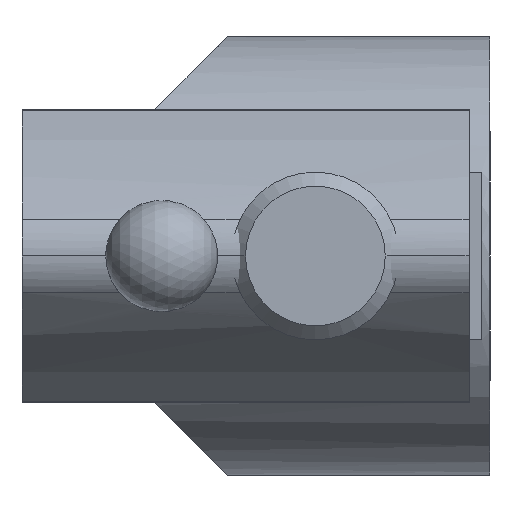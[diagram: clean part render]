
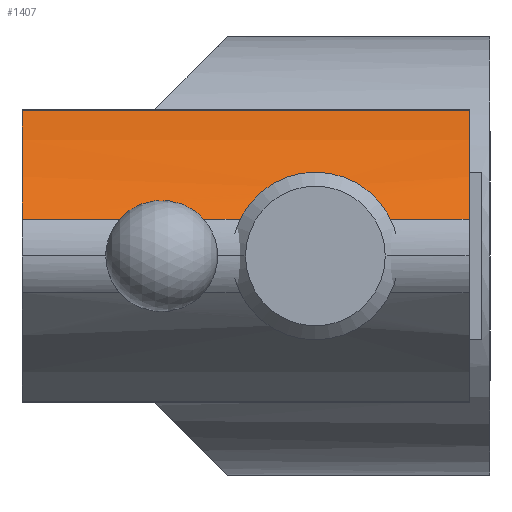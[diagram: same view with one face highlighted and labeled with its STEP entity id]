
A CAD part, left-side view. The second image highlights one B-rep face of the part: STEP entity #1407.
In plain terms, the highlighted cylindrical face has radius 16 mm (diameter 32 mm), a partial arc.
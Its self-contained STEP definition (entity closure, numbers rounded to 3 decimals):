
#179=LINE('',#2353,#292);
#180=LINE('',#2363,#293);
#181=LINE('',#2367,#294);
#182=LINE('',#2371,#295);
#292=VECTOR('',#1899,1000.);
#293=VECTOR('',#1900,1000.);
#294=VECTOR('',#1903,1000.);
#295=VECTOR('',#1906,1000.);
#340=B_SPLINE_CURVE_WITH_KNOTS('',3,(#2336,#2337,#2338,#2339),
 .UNSPECIFIED.,.F.,.F.,(4,4),(0.,0.),.UNSPECIFIED.);
#341=B_SPLINE_CURVE_WITH_KNOTS('',3,(#2342,#2343,#2344,#2345,#2346),
 .UNSPECIFIED.,.F.,.F.,(4,1,4),(0.,0.002,
0.003),.UNSPECIFIED.);
#342=B_SPLINE_CURVE_WITH_KNOTS('',3,(#2348,#2349,#2350,#2351),
 .UNSPECIFIED.,.F.,.F.,(4,4),(0.,0.),
 .UNSPECIFIED.);
#343=B_SPLINE_CURVE_WITH_KNOTS('',3,(#2355,#2356,#2357,#2358,#2359,#2360,
#2361),.UNSPECIFIED.,.F.,.F.,(4,1,1,1,4),(0.,0.001,
0.003,0.004,0.005),
 .UNSPECIFIED.);
#618=ORIENTED_EDGE('',*,*,#883,.F.);
#619=ORIENTED_EDGE('',*,*,#884,.T.);
#620=ORIENTED_EDGE('',*,*,#885,.F.);
#621=ORIENTED_EDGE('',*,*,#886,.F.);
#622=ORIENTED_EDGE('',*,*,#887,.F.);
#623=ORIENTED_EDGE('',*,*,#888,.F.);
#624=ORIENTED_EDGE('',*,*,#889,.F.);
#625=ORIENTED_EDGE('',*,*,#890,.T.);
#626=ORIENTED_EDGE('',*,*,#891,.T.);
#627=ORIENTED_EDGE('',*,*,#892,.F.);
#883=EDGE_CURVE('',#1040,#1041,#340,.T.);
#884=EDGE_CURVE('',#1040,#1042,#341,.T.);
#885=EDGE_CURVE('',#1043,#1042,#342,.T.);
#886=EDGE_CURVE('',#1044,#1043,#179,.T.);
#887=EDGE_CURVE('',#1045,#1044,#343,.T.);
#888=EDGE_CURVE('',#1046,#1045,#180,.T.);
#889=EDGE_CURVE('',#1047,#1046,#1116,.T.);
#890=EDGE_CURVE('',#1047,#1048,#181,.T.);
#891=EDGE_CURVE('',#1048,#1049,#1117,.T.);
#892=EDGE_CURVE('',#1041,#1049,#182,.T.);
#1040=VERTEX_POINT('',#2340);
#1041=VERTEX_POINT('',#2341);
#1042=VERTEX_POINT('',#2347);
#1043=VERTEX_POINT('',#2352);
#1044=VERTEX_POINT('',#2354);
#1045=VERTEX_POINT('',#2362);
#1046=VERTEX_POINT('',#2364);
#1047=VERTEX_POINT('',#2366);
#1048=VERTEX_POINT('',#2368);
#1049=VERTEX_POINT('',#2370);
#1116=CIRCLE('',#1567,16.);
#1117=CIRCLE('',#1568,16.);
#1208=EDGE_LOOP('',(#618,#619,#620,#621,#622,#623,#624,#625,#626,#627));
#1304=FACE_BOUND('',#1208,.T.);
#1336=CYLINDRICAL_SURFACE('',#1566,16.);
#1407=ADVANCED_FACE('',(#1304),#1336,.T.);
#1566=AXIS2_PLACEMENT_3D('',#2335,#1897,#1898);
#1567=AXIS2_PLACEMENT_3D('',#2365,#1901,#1902);
#1568=AXIS2_PLACEMENT_3D('',#2369,#1904,#1905);
#1897=DIRECTION('',(0.,-1.,0.));
#1898=DIRECTION('',(0.,0.,-1.));
#1899=DIRECTION('',(0.,-1.,0.));
#1900=DIRECTION('',(0.,-1.,0.));
#1901=DIRECTION('',(0.,1.,0.));
#1902=DIRECTION('',(1.,0.,0.));
#1903=DIRECTION('',(0.,-1.,0.));
#1904=DIRECTION('',(0.,1.,0.));
#1905=DIRECTION('',(1.,0.,0.));
#1906=DIRECTION('',(0.,-1.,0.));
#2335=CARTESIAN_POINT('',(-6.25,5.5,-9.2));
#2336=CARTESIAN_POINT('',(5.6,-6.763,1.551));
#2337=CARTESIAN_POINT('',(5.666,-6.852,1.478));
#2338=CARTESIAN_POINT('',(5.735,-6.932,1.401));
#2339=CARTESIAN_POINT('',(5.807,-7.004,1.318));
#2340=CARTESIAN_POINT('',(5.6,-6.763,1.551));
#2341=CARTESIAN_POINT('',(5.807,-7.004,1.318));
#2342=CARTESIAN_POINT('',(5.6,-6.763,1.551));
#2343=CARTESIAN_POINT('',(5.365,-6.445,1.81));
#2344=CARTESIAN_POINT('',(5.062,-5.5,2.115));
#2345=CARTESIAN_POINT('',(5.365,-4.555,1.81));
#2346=CARTESIAN_POINT('',(5.6,-4.237,1.551));
#2347=CARTESIAN_POINT('',(5.6,-4.237,1.551));
#2348=CARTESIAN_POINT('',(5.807,-3.996,1.318));
#2349=CARTESIAN_POINT('',(5.735,-4.068,1.401));
#2350=CARTESIAN_POINT('',(5.666,-4.148,1.478));
#2351=CARTESIAN_POINT('',(5.6,-4.237,1.551));
#2352=CARTESIAN_POINT('',(5.807,-3.996,1.318));
#2353=CARTESIAN_POINT('',(5.807,5.5,1.318));
#2354=CARTESIAN_POINT('',(5.807,-2.075,1.318));
#2355=CARTESIAN_POINT('',(5.807,2.075,1.318));
#2356=CARTESIAN_POINT('',(5.534,1.877,1.631));
#2357=CARTESIAN_POINT('',(5.01,1.353,2.179));
#2358=CARTESIAN_POINT('',(4.559,0.004,2.597));
#2359=CARTESIAN_POINT('',(5.004,-1.345,2.185));
#2360=CARTESIAN_POINT('',(5.533,-1.876,1.632));
#2361=CARTESIAN_POINT('',(5.807,-2.075,1.318));
#2362=CARTESIAN_POINT('',(5.807,2.075,1.318));
#2363=CARTESIAN_POINT('',(5.807,5.5,1.318));
#2364=CARTESIAN_POINT('',(5.807,5.5,1.318));
#2365=CARTESIAN_POINT('',(-6.25,5.5,-9.2));
#2366=CARTESIAN_POINT('',(0.718,5.5,5.203));
#2367=CARTESIAN_POINT('',(0.718,5.5,5.203));
#2368=CARTESIAN_POINT('',(0.718,-10.5,5.203));
#2369=CARTESIAN_POINT('',(-6.25,-10.5,-9.2));
#2370=CARTESIAN_POINT('',(5.807,-10.5,1.318));
#2371=CARTESIAN_POINT('',(5.807,5.5,1.318));
